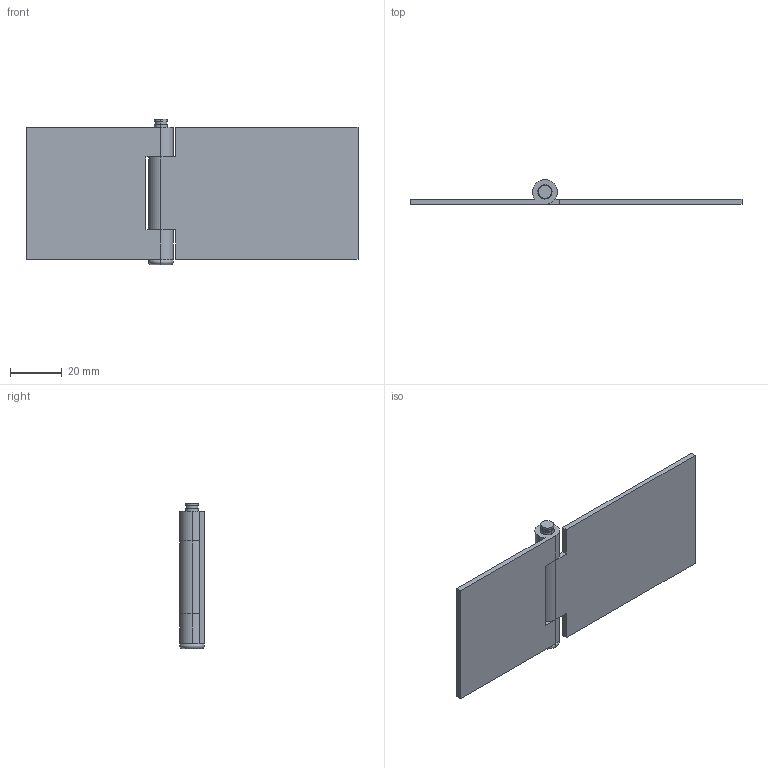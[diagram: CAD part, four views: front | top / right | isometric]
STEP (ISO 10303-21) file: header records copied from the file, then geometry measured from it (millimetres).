
FILE_DESCRIPTION (( 'STEP AP203' ), '1' );
FILE_NAME ('B-1048-2.STEP', '2008-11-27T04:27:13', ( ' ' ), ( ' ' ), 'SwSTEP 2.0', 'SolidWorks 2007', '' );
FILE_SCHEMA (( 'CONFIG_CONTROL_DESIGN' ));
Length unit declared in the file: millimetre
Products named in the file (4): B-1048-2僔儍僼僩__棉太倌; B-1048-2; B-1048-2僸儞僕A__棉太倌; B-1048-2僸儞僕B__棉太倌
Assembly tree (3 placements, depth 2):
  B-1048-2
    B-1048-2僸儞僕B__棉太倌
    B-1048-2僸儞僕A__棉太倌
    B-1048-2僔儍僼僩__棉太倌
Bounding box: 128 x 9.5 x 56 mm (x, y, z)
Volume: 15781.8 mm3; surface area: 16566.5 mm2
Topology: 3 solids, 4 shells, 49 faces, 114 edges, 76 vertices
Faces by surface type: plane 24, cylinder 23, torus 2
Entity records: 1844 total; most frequent: DIRECTION 276, CARTESIAN_POINT 245, ORIENTED_EDGE 228, EDGE_CURVE 114, AXIS2_PLACEMENT_3D 107, VERTEX_POINT 76, VECTOR 62, LINE 62
